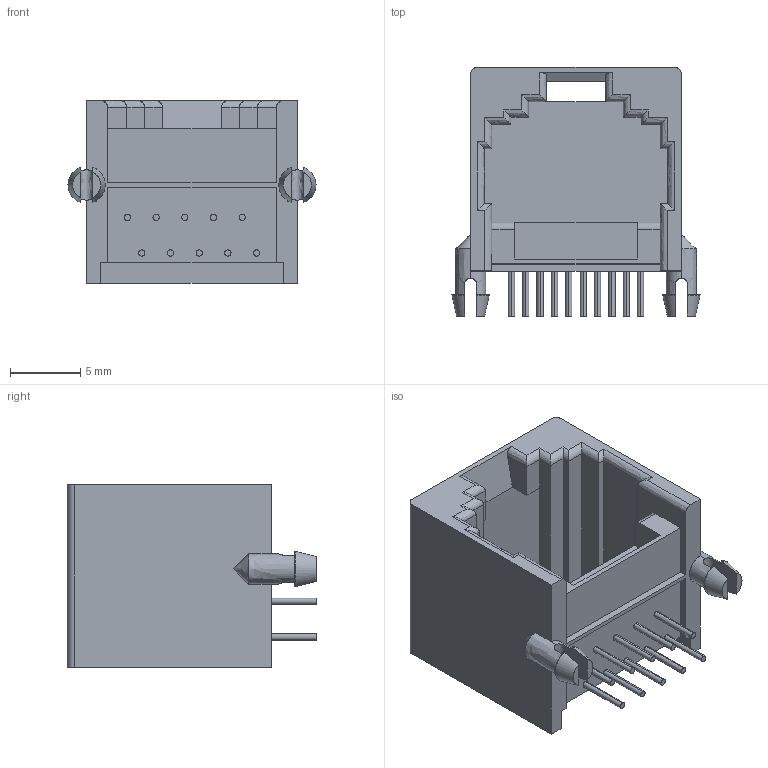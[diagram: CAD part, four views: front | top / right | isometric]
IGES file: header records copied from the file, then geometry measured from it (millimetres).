
Start section: SolidWorks IGES file using analytic representation for surfaces
Global section: file name: GLX-N-1010M-BLK_rA7.IGS; native system: SolidWorks 2014; preprocessor: SolidWorks 2014; author: Ckelleher; date: 160718.095419; units: millimetre
Bounding box: 17.65 x 17.75 x 13 mm (x, y, z)
Surface area: 1968.2 mm2 (no closed solid volume)
Topology: 0 solids, 0 shells, 136 faces, 1350 edges, 1348 vertices
Faces by surface type: bspline 74, revolution 62
